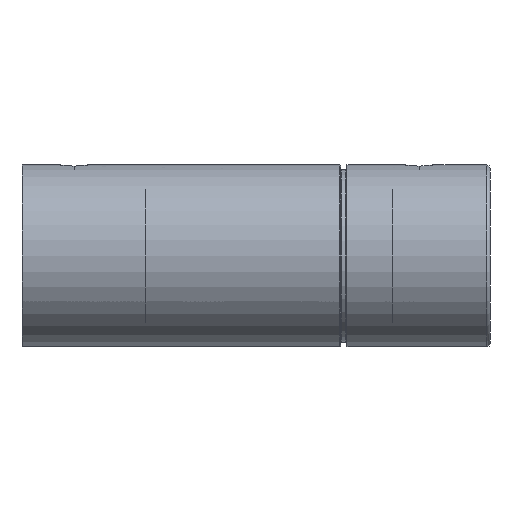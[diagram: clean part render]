
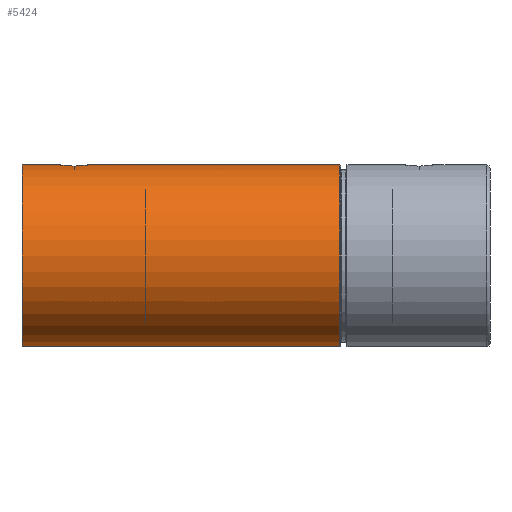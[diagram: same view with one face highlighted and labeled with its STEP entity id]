
A CAD part, front view. The second image highlights one B-rep face of the part: STEP entity #5424.
In plain terms, the highlighted cylindrical face has radius 14 mm (diameter 28 mm), a partial arc.
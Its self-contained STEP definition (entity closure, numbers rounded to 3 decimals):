
#4740=CARTESIAN_POINT('',(8.,2.1,-13.842));
#4741=CARTESIAN_POINT('',(8.155,2.1,-13.842));
#4742=CARTESIAN_POINT('',(8.46,2.067,-13.847));
#4743=CARTESIAN_POINT('',(8.917,1.91,-13.87));
#4744=CARTESIAN_POINT('',(9.32,1.655,-13.903));
#4745=CARTESIAN_POINT('',(9.649,1.329,-13.938));
#4746=CARTESIAN_POINT('',(9.909,0.92,
-13.972));
#4747=CARTESIAN_POINT('',(10.067,0.46,
-13.995));
#4748=CARTESIAN_POINT('',(10.1,0.155,-14.));
#4749=CARTESIAN_POINT('',(10.1,0.,-14.));
#4751=CARTESIAN_POINT('',(48.9,0.,0.));
#4752=DIRECTION('',(-1.,0.,0.));
#4753=DIRECTION('',(0.,0.,1.));
#4754=AXIS2_PLACEMENT_3D('',#4751,#4752,#4753);
#4756=CARTESIAN_POINT('',(0.,0.,0.));
#4757=DIRECTION('',(1.,0.,0.));
#4758=DIRECTION('',(0.,0.,-1.));
#4759=AXIS2_PLACEMENT_3D('',#4756,#4757,#4758);
#4761=CARTESIAN_POINT('',(5.9,0.,-14.));
#4762=CARTESIAN_POINT('',(5.9,0.155,-14.));
#4763=CARTESIAN_POINT('',(5.933,0.46,
-13.995));
#4764=CARTESIAN_POINT('',(6.091,0.92,
-13.972));
#4765=CARTESIAN_POINT('',(6.35,1.327,-13.939));
#4766=CARTESIAN_POINT('',(6.678,1.653,-13.903));
#4767=CARTESIAN_POINT('',(7.082,1.909,-13.87));
#4768=CARTESIAN_POINT('',(7.54,2.067,-13.847));
#4769=CARTESIAN_POINT('',(7.845,2.1,-13.842));
#4770=CARTESIAN_POINT('',(8.,2.1,-13.842));
#4802=DIRECTION('',(1.,0.,0.));
#4803=VECTOR('',#4802,5.9);
#4804=CARTESIAN_POINT('',(0.,0.,-14.));
#4805=LINE('',#4804,#4803);
#4811=DIRECTION('',(1.,0.,0.));
#4812=VECTOR('',#4811,48.9);
#4813=CARTESIAN_POINT('',(0.,0.,14.));
#4814=LINE('',#4813,#4812);
#4820=DIRECTION('',(1.,0.,0.));
#4821=VECTOR('',#4820,38.8);
#4822=CARTESIAN_POINT('',(10.1,0.,-14.));
#4823=LINE('',#4822,#4821);
#5313=CARTESIAN_POINT('',(0.,0.,-14.));
#5314=CARTESIAN_POINT('',(0.,0.,14.));
#5315=VERTEX_POINT('',#5313);
#5316=VERTEX_POINT('',#5314);
#5337=CARTESIAN_POINT('',(48.9,0.,-14.));
#5338=CARTESIAN_POINT('',(48.9,0.,14.));
#5339=VERTEX_POINT('',#5337);
#5340=VERTEX_POINT('',#5338);
#5387=VERTEX_POINT('',#4740);
#5388=VERTEX_POINT('',#4749);
#5389=VERTEX_POINT('',#4761);
#5403=CARTESIAN_POINT('',(75.6,0.,0.));
#5404=DIRECTION('',(1.,0.,0.));
#5405=DIRECTION('',(0.,0.,1.));
#5406=AXIS2_PLACEMENT_3D('',#5403,#5404,#5405);
#5407=CYLINDRICAL_SURFACE('',#5406,14.);
#5409=ORIENTED_EDGE('',*,*,#5408,.T.);
#5411=ORIENTED_EDGE('',*,*,#5410,.T.);
#5413=ORIENTED_EDGE('',*,*,#5412,.F.);
#5415=ORIENTED_EDGE('',*,*,#5414,.F.);
#5417=ORIENTED_EDGE('',*,*,#5416,.F.);
#5419=ORIENTED_EDGE('',*,*,#5418,.T.);
#5421=ORIENTED_EDGE('',*,*,#5420,.T.);
#5422=EDGE_LOOP('',(#5409,#5411,#5413,#5415,#5417,#5419,#5421));
#5423=FACE_OUTER_BOUND('',#5422,.F.);
#5424=ADVANCED_FACE('',(#5423),#5407,.T.);
#4750=B_SPLINE_CURVE_WITH_KNOTS('',3,(#4740,#4741,#4742,#4743,#4744,#4745,#4746,
#4747,#4748,#4749),.UNSPECIFIED.,.F.,.F.,(4,1,1,1,1,1,1,4),(0.,
0.143,0.286,0.429,0.571,
0.714,0.857,1.),.UNSPECIFIED.);
#4755=CIRCLE('',#4754,14.);
#4760=CIRCLE('',#4759,14.);
#4771=B_SPLINE_CURVE_WITH_KNOTS('',3,(#4761,#4762,#4763,#4764,#4765,#4766,#4767,
#4768,#4769,#4770),.UNSPECIFIED.,.F.,.F.,(4,1,1,1,1,1,1,4),(0.,
0.143,0.286,0.429,0.571,
0.714,0.857,1.),.UNSPECIFIED.);
#5408=EDGE_CURVE('',#5387,#5388,#4750,.T.);
#5410=EDGE_CURVE('',#5388,#5339,#4823,.T.);
#5412=EDGE_CURVE('',#5340,#5339,#4755,.T.);
#5414=EDGE_CURVE('',#5316,#5340,#4814,.T.);
#5416=EDGE_CURVE('',#5315,#5316,#4760,.T.);
#5418=EDGE_CURVE('',#5315,#5389,#4805,.T.);
#5420=EDGE_CURVE('',#5389,#5387,#4771,.T.);
